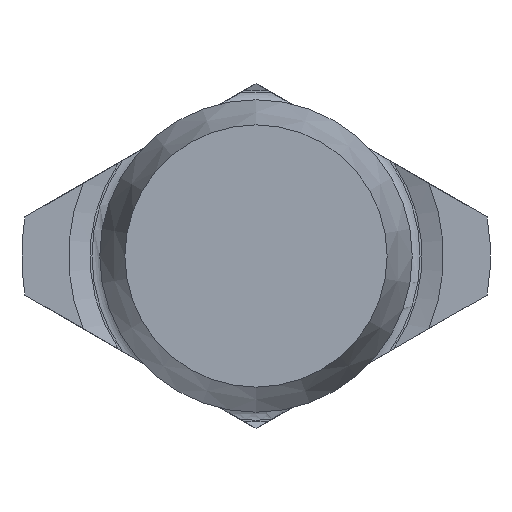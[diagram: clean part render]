
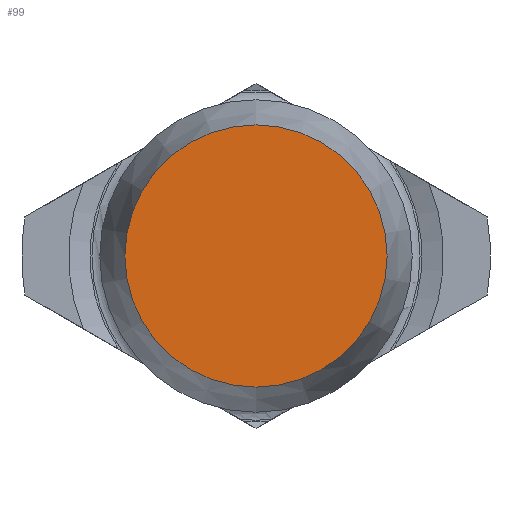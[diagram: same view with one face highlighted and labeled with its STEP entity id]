
A CAD part, front view. The second image highlights one B-rep face of the part: STEP entity #99.
In plain terms, the highlighted planar face has unit normal (0, -1, 0).
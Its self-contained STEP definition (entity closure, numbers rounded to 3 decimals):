
#99 = ADVANCED_FACE( '', ( #205 ), #206, .F. );
#205 = FACE_OUTER_BOUND( '', #310, .T. );
#206 = PLANE( '', #311 );
#310 = EDGE_LOOP( '', ( #552 ) );
#311 = AXIS2_PLACEMENT_3D( '', #553, #554, #555 );
#552 = ORIENTED_EDGE( '', *, *, #666, .T. );
#553 = CARTESIAN_POINT( '', ( 1.678, -6., 0. ) );
#554 = DIRECTION( '', ( 0., 1., 0. ) );
#555 = DIRECTION( '', ( 0., 0., 1. ) );
#666 = EDGE_CURVE( '', #811, #811, #812, .T. );
#811 = VERTEX_POINT( '', #1051 );
#812 = CIRCLE( '', #1052, 1.678 );
#1051 = CARTESIAN_POINT( '', ( 0., -6., -1.678 ) );
#1052 = AXIS2_PLACEMENT_3D( '', #1240, #1241, #1242 );
#1240 = CARTESIAN_POINT( '', ( 0., -6., 0. ) );
#1241 = DIRECTION( '', ( 0., -1., 0. ) );
#1242 = DIRECTION( '', ( 0., 0., -1. ) );
